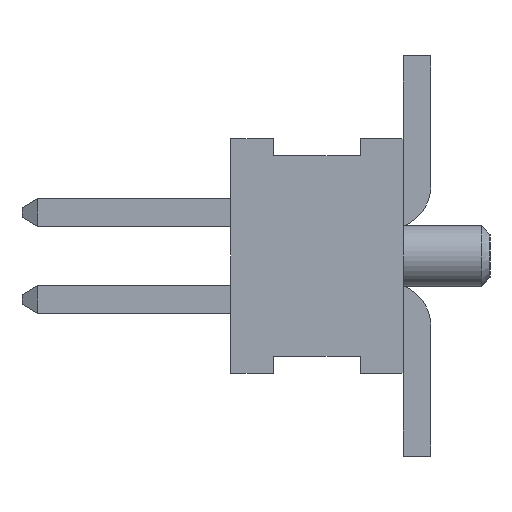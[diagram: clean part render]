
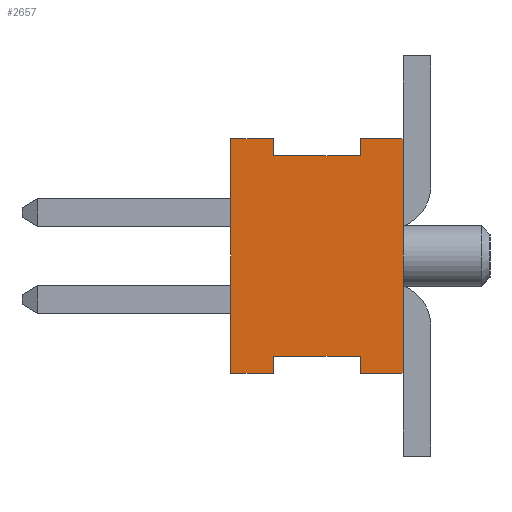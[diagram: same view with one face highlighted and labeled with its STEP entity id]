
A CAD part, left-side view. The second image highlights one B-rep face of the part: STEP entity #2657.
In plain terms, the highlighted planar face has unit normal (-1, 0, 0).
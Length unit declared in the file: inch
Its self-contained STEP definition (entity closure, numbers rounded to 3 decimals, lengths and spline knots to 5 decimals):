
#2657 = ADVANCED_FACE( '', ( #5623 ), #5624, .F. );
#5623 = FACE_OUTER_BOUND( '', #8809, .T. );
#5624 = PLANE( '', #8810 );
#8809 = EDGE_LOOP( '', ( #17032, #17033, #17034, #17035, #17036, #17037, #17038, #17039, #17040, #17041, #17042, #17043 ) );
#8810 = AXIS2_PLACEMENT_3D( '', #17044, #17045, #17046 );
#17032 = ORIENTED_EDGE( '', *, *, #22583, .F. );
#17033 = ORIENTED_EDGE( '', *, *, #20646, .F. );
#17034 = ORIENTED_EDGE( '', *, *, #22784, .T. );
#17035 = ORIENTED_EDGE( '', *, *, #20340, .T. );
#17036 = ORIENTED_EDGE( '', *, *, #20558, .F. );
#17037 = ORIENTED_EDGE( '', *, *, #22327, .F. );
#17038 = ORIENTED_EDGE( '', *, *, #19569, .F. );
#17039 = ORIENTED_EDGE( '', *, *, #22597, .F. );
#17040 = ORIENTED_EDGE( '', *, *, #21765, .F. );
#17041 = ORIENTED_EDGE( '', *, *, #19912, .F. );
#17042 = ORIENTED_EDGE( '', *, *, #22785, .T. );
#17043 = ORIENTED_EDGE( '', *, *, #22786, .F. );
#17044 = CARTESIAN_POINT( '', ( -0.625, 0.099, -0.0675 ) );
#17045 = DIRECTION( '', ( 1., 0., 0. ) );
#17046 = DIRECTION( '', ( 0., 0., -1. ) );
#19569 = EDGE_CURVE( '', #23628, #23629, #23630, .T. );
#19912 = EDGE_CURVE( '', #24265, #24266, #24267, .T. );
#20340 = EDGE_CURVE( '', #25020, #25021, #25022, .T. );
#20558 = EDGE_CURVE( '', #25402, #25021, #25404, .T. );
#20646 = EDGE_CURVE( '', #25538, #25539, #25540, .T. );
#21765 = EDGE_CURVE( '', #24266, #27175, #27176, .T. );
#22327 = EDGE_CURVE( '', #23629, #25402, #27906, .T. );
#22583 = EDGE_CURVE( '', #25539, #28220, #28221, .T. );
#22597 = EDGE_CURVE( '', #27175, #23628, #28236, .T. );
#22784 = EDGE_CURVE( '', #25538, #25020, #28448, .T. );
#22785 = EDGE_CURVE( '', #24265, #28449, #28450, .T. );
#22786 = EDGE_CURVE( '', #28220, #28449, #28451, .T. );
#23628 = VERTEX_POINT( '', #29507 );
#23629 = VERTEX_POINT( '', #29508 );
#23630 = LINE( '', #29509, #29510 );
#24265 = VERTEX_POINT( '', #30452 );
#24266 = VERTEX_POINT( '', #30453 );
#24267 = LINE( '', #30454, #30455 );
#25020 = VERTEX_POINT( '', #31577 );
#25021 = VERTEX_POINT( '', #31578 );
#25022 = LINE( '', #31579, #31580 );
#25402 = VERTEX_POINT( '', #32142 );
#25404 = LINE( '', #32145, #32146 );
#25538 = VERTEX_POINT( '', #32345 );
#25539 = VERTEX_POINT( '', #32346 );
#25540 = LINE( '', #32347, #32348 );
#27175 = VERTEX_POINT( '', #34788 );
#27176 = LINE( '', #34789, #34790 );
#27906 = LINE( '', #35904, #35905 );
#28220 = VERTEX_POINT( '', #36381 );
#28221 = LINE( '', #36382, #36383 );
#28236 = LINE( '', #36403, #36404 );
#28448 = LINE( '', #36731, #36732 );
#28449 = VERTEX_POINT( '', #36733 );
#28450 = LINE( '', #36734, #36735 );
#28451 = LINE( '', #36736, #36737 );
#29507 = CARTESIAN_POINT( '', ( -0.625, 0.0745, 0.0575 ) );
#29508 = CARTESIAN_POINT( '', ( -0.625, 0.0245, 0.0575 ) );
#29509 = CARTESIAN_POINT( '', ( -0.625, 0.0745, 0.0575 ) );
#29510 = VECTOR( '', #37499, 39.37008 );
#30452 = CARTESIAN_POINT( '', ( -0.625, 0.099, -0.0675 ) );
#30453 = CARTESIAN_POINT( '', ( -0.625, 0.099, 0.0675 ) );
#30454 = CARTESIAN_POINT( '', ( -0.625, 0.099, -0.0675 ) );
#30455 = VECTOR( '', #37822, 39.37008 );
#31577 = CARTESIAN_POINT( '', ( -0.625, 0., -0.0675 ) );
#31578 = CARTESIAN_POINT( '', ( -0.625, 0., 0.0675 ) );
#31579 = CARTESIAN_POINT( '', ( -0.625, 0., -0.0675 ) );
#31580 = VECTOR( '', #38216, 39.37008 );
#32142 = CARTESIAN_POINT( '', ( -0.625, 0.0245, 0.0675 ) );
#32145 = CARTESIAN_POINT( '', ( -0.625, 0.099, 0.0675 ) );
#32146 = VECTOR( '', #38424, 39.37008 );
#32345 = CARTESIAN_POINT( '', ( -0.625, 0.0245, -0.0675 ) );
#32346 = CARTESIAN_POINT( '', ( -0.625, 0.0245, -0.0575 ) );
#32347 = CARTESIAN_POINT( '', ( -0.625, 0.0245, -0.0675 ) );
#32348 = VECTOR( '', #38493, 39.37008 );
#34788 = CARTESIAN_POINT( '', ( -0.625, 0.0745, 0.0675 ) );
#34789 = CARTESIAN_POINT( '', ( -0.625, 0.099, 0.0675 ) );
#34790 = VECTOR( '', #39398, 39.37008 );
#35904 = CARTESIAN_POINT( '', ( -0.625, 0.0245, 0.0575 ) );
#35905 = VECTOR( '', #39822, 39.37008 );
#36381 = CARTESIAN_POINT( '', ( -0.625, 0.0745, -0.0575 ) );
#36382 = CARTESIAN_POINT( '', ( -0.625, 0.0245, -0.0575 ) );
#36383 = VECTOR( '', #40012, 39.37008 );
#36403 = CARTESIAN_POINT( '', ( -0.625, 0.0745, 0.0675 ) );
#36404 = VECTOR( '', #40018, 39.37008 );
#36731 = CARTESIAN_POINT( '', ( -0.625, 0.099, -0.0675 ) );
#36732 = VECTOR( '', #40158, 39.37008 );
#36733 = CARTESIAN_POINT( '', ( -0.625, 0.0745, -0.0675 ) );
#36734 = CARTESIAN_POINT( '', ( -0.625, 0.099, -0.0675 ) );
#36735 = VECTOR( '', #40159, 39.37008 );
#36736 = CARTESIAN_POINT( '', ( -0.625, 0.0745, -0.0575 ) );
#36737 = VECTOR( '', #40160, 39.37008 );
#37499 = DIRECTION( '', ( 0., -1., 0. ) );
#37822 = DIRECTION( '', ( 0., 0., 1. ) );
#38216 = DIRECTION( '', ( 0., 0., 1. ) );
#38424 = DIRECTION( '', ( 0., -1., 0. ) );
#38493 = DIRECTION( '', ( 0., 0., 1. ) );
#39398 = DIRECTION( '', ( 0., -1., 0. ) );
#39822 = DIRECTION( '', ( 0., 0., 1. ) );
#40012 = DIRECTION( '', ( 0., 1., 0. ) );
#40018 = DIRECTION( '', ( 0., 0., -1. ) );
#40158 = DIRECTION( '', ( 0., -1., 0. ) );
#40159 = DIRECTION( '', ( 0., -1., 0. ) );
#40160 = DIRECTION( '', ( 0., 0., -1. ) );
